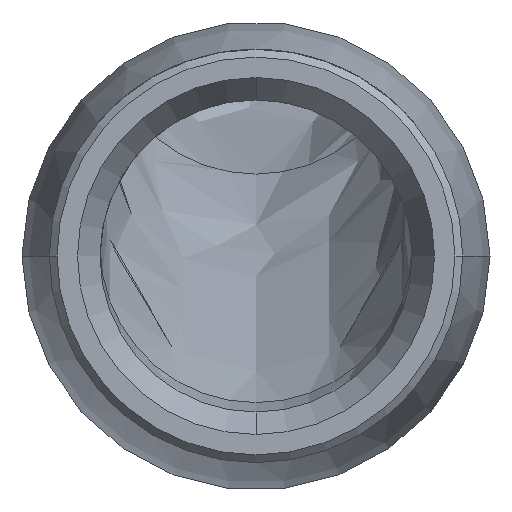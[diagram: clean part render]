
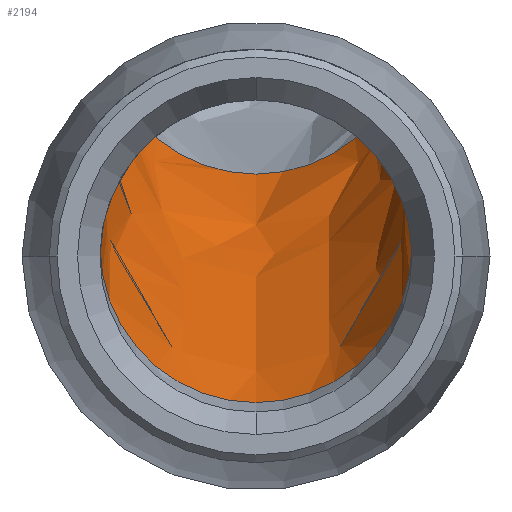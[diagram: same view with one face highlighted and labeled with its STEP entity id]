
A CAD part, front view. The second image highlights one B-rep face of the part: STEP entity #2194.
In plain terms, the highlighted free-form (B-spline) face has degree [3, 1] with [4, 2] control points.
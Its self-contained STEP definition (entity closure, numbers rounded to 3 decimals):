
#33 = CARTESIAN_POINT ( 'NONE',  ( -0.171, -25.327, 0.202 ) ) ;
#121 = EDGE_CURVE ( 'Defeature ausgef�hrt3_15+Defeature ausgef�hrt3_17+Defeature ausgef�hrt3_16+Defeature ausgef�hrt3_14', #1856, #1111, #1310, .T. ) ;
#130 = CARTESIAN_POINT ( 'NONE',  ( -0.2, -25.687, 0.174 ) ) ;
#139 = DIRECTION ( 'NONE',  ( 1., 0., 0. ) ) ;
#142 = CARTESIAN_POINT ( 'NONE',  ( -0.171, -25.327, 0.202 ) ) ;
#199 = CIRCLE ( 'NONE', #2195, 0.2 ) ;
#205 = VECTOR ( 'NONE', #2053, 1000. ) ;
#224 = CARTESIAN_POINT ( 'NONE',  ( 0.2, -25.327, 0.305 ) ) ;
#458 = CARTESIAN_POINT ( 'NONE',  ( 0.2, -26.132, -0.388 ) ) ;
#478 = CARTESIAN_POINT ( 'NONE',  ( -0.2, -26.132, 0.012 ) ) ;
#491 = LINE ( 'NONE', #2384, #734 ) ;
#641 = EDGE_CURVE ( 'Defeature ausgef�hrt3_0+Defeature ausgef�hrt3_15+Defeature ausgef�hrt3_16+Defeature ausgef�hrt3_13', #2112, #2974, #1869, .T. ) ;
#734 = VECTOR ( 'NONE', #2366, 1000. ) ;
#965 = ORIENTED_EDGE ( 'NONE', *, *, #2973, .F. ) ;
#1057 = ORIENTED_EDGE ( 'NONE', *, *, #3103, .F. ) ;
#1111 = VERTEX_POINT ( 'NONE', #1207 ) ;
#1181 = ORIENTED_EDGE ( 'NONE', *, *, #121, .T. ) ;
#1207 = CARTESIAN_POINT ( 'NONE',  ( 0.2, -26.132, 0.012 ) ) ;
#1254 = CARTESIAN_POINT ( 'NONE',  ( 0.2, -25.327, -0.095 ) ) ;
#1310 = CIRCLE ( 'NONE', #3230, 0.2 ) ;
#1314 = CARTESIAN_POINT ( 'NONE',  ( 0., -25.327, 0.305 ) ) ;
#1346 = DIRECTION ( 'NONE',  ( 0., -1., 0. ) ) ;
#1377 =( BOUNDED_SURFACE ( )  B_SPLINE_SURFACE ( 3, 1, ( 
 ( #478, #3373 ),
 ( #2285, #2831 ),
 ( #458, #1254 ),
 ( #1783, #224 ) ),
 .UNSPECIFIED., .F., .F., .F. ) 
 B_SPLINE_SURFACE_WITH_KNOTS ( ( 4, 4 ),
 ( 2, 2 ),
 ( 0., 1. ),
 ( 0., 1. ),
 .UNSPECIFIED. ) 
 GEOMETRIC_REPRESENTATION_ITEM ( )  RATIONAL_B_SPLINE_SURFACE ( (
 ( 1., 1.),
 ( 0.333, 0.333),
 ( 0.333, 0.333),
 ( 1., 1.) ) ) 
 REPRESENTATION_ITEM ( '' )  SURFACE ( )  );
#1399 = CARTESIAN_POINT ( 'NONE',  ( 0.171, -25.327, 0.202 ) ) ;
#1416 = CARTESIAN_POINT ( 'NONE',  ( 0.2, -25.687, 0.174 ) ) ;
#1481 = FACE_OUTER_BOUND ( 'NONE', #2071, .T. ) ;
#1585 = CARTESIAN_POINT ( 'NONE',  ( 0.171, -25.327, 0.202 ) ) ;
#1692 = ORIENTED_EDGE ( 'NONE', *, *, #641, .F. ) ;
#1719 = CARTESIAN_POINT ( 'NONE',  ( 0., -26.132, 0.012 ) ) ;
#1783 = CARTESIAN_POINT ( 'NONE',  ( 0.2, -26.132, 0.012 ) ) ;
#1788 = CARTESIAN_POINT ( 'NONE',  ( 0.2, -26.132, 0.012 ) ) ;
#1813 = VERTEX_POINT ( 'NONE', #1585 ) ;
#1840 = B_SPLINE_CURVE_WITH_KNOTS ( 'NONE', 3,
 ( #1399, #3238, #1958, #1416 ),
 .UNSPECIFIED., .F., .F.,
 ( 4, 4 ),
 ( 0., 0. ),
 .UNSPECIFIED. ) ;
#1856 = VERTEX_POINT ( 'NONE', #2626 ) ;
#1869 = B_SPLINE_CURVE_WITH_KNOTS ( 'NONE', 3,
 ( #3042, #2531, #2241, #142 ),
 .UNSPECIFIED., .F., .F.,
 ( 4, 4 ),
 ( 0., 0. ),
 .UNSPECIFIED. ) ;
#1958 = CARTESIAN_POINT ( 'NONE',  ( 0.2, -25.565, 0.174 ) ) ;
#2016 = ORIENTED_EDGE ( 'NONE', *, *, #3387, .T. ) ;
#2053 = DIRECTION ( 'NONE',  ( 0., 0.94, 0.342 ) ) ;
#2071 = EDGE_LOOP ( 'NONE', ( #2509, #1692, #965, #1181, #2016, #1057 ) ) ;
#2112 = VERTEX_POINT ( 'NONE', #130 ) ;
#2194 = ADVANCED_FACE ( 'Defeature ausgef�hrt3_15', ( #1481 ), #1377, .T. ) ;
#2195 = AXIS2_PLACEMENT_3D ( 'NONE', #1314, #1346, #2914 ) ;
#2241 = CARTESIAN_POINT ( 'NONE',  ( -0.189, -25.446, 0.187 ) ) ;
#2279 = DIRECTION ( 'NONE',  ( 0., -1., 0. ) ) ;
#2285 = CARTESIAN_POINT ( 'NONE',  ( -0.2, -26.132, -0.388 ) ) ;
#2366 = DIRECTION ( 'NONE',  ( 0., 0.94, 0.342 ) ) ;
#2384 = CARTESIAN_POINT ( 'NONE',  ( -0.2, -26.132, 0.012 ) ) ;
#2429 = VERTEX_POINT ( 'NONE', #3223 ) ;
#2509 = ORIENTED_EDGE ( 'NONE', *, *, #2955, .F. ) ;
#2531 = CARTESIAN_POINT ( 'NONE',  ( -0.2, -25.565, 0.174 ) ) ;
#2552 = LINE ( 'NONE', #1788, #205 ) ;
#2626 = CARTESIAN_POINT ( 'NONE',  ( -0.2, -26.132, 0.012 ) ) ;
#2831 = CARTESIAN_POINT ( 'NONE',  ( -0.2, -25.327, -0.095 ) ) ;
#2914 = DIRECTION ( 'NONE',  ( 1., 0., 0. ) ) ;
#2955 = EDGE_CURVE ( 'Defeature ausgef�hrt3_13+Defeature ausgef�hrt3_15+Defeature ausgef�hrt3_0+Defeature ausgef�hrt3_0', #2974, #1813, #199, .T. ) ;
#2973 = EDGE_CURVE ( 'Defeature ausgef�hrt3_16+Defeature ausgef�hrt3_15+Defeature ausgef�hrt3_20+Defeature ausgef�hrt3_0', #1856, #2112, #491, .T. ) ;
#2974 = VERTEX_POINT ( 'NONE', #33 ) ;
#3042 = CARTESIAN_POINT ( 'NONE',  ( -0.2, -25.687, 0.174 ) ) ;
#3103 = EDGE_CURVE ( 'Defeature ausgef�hrt3_0+Defeature ausgef�hrt3_15+Defeature ausgef�hrt3_13+Defeature ausgef�hrt3_14', #1813, #2429, #1840, .T. ) ;
#3223 = CARTESIAN_POINT ( 'NONE',  ( 0.2, -25.687, 0.174 ) ) ;
#3230 = AXIS2_PLACEMENT_3D ( 'NONE', #1719, #2279, #139 ) ;
#3238 = CARTESIAN_POINT ( 'NONE',  ( 0.189, -25.446, 0.187 ) ) ;
#3373 = CARTESIAN_POINT ( 'NONE',  ( -0.2, -25.327, 0.305 ) ) ;
#3387 = EDGE_CURVE ( 'Defeature ausgef�hrt3_15+Defeature ausgef�hrt3_14+Defeature ausgef�hrt3_17+Defeature ausgef�hrt3_0', #1111, #2429, #2552, .T. ) ;
